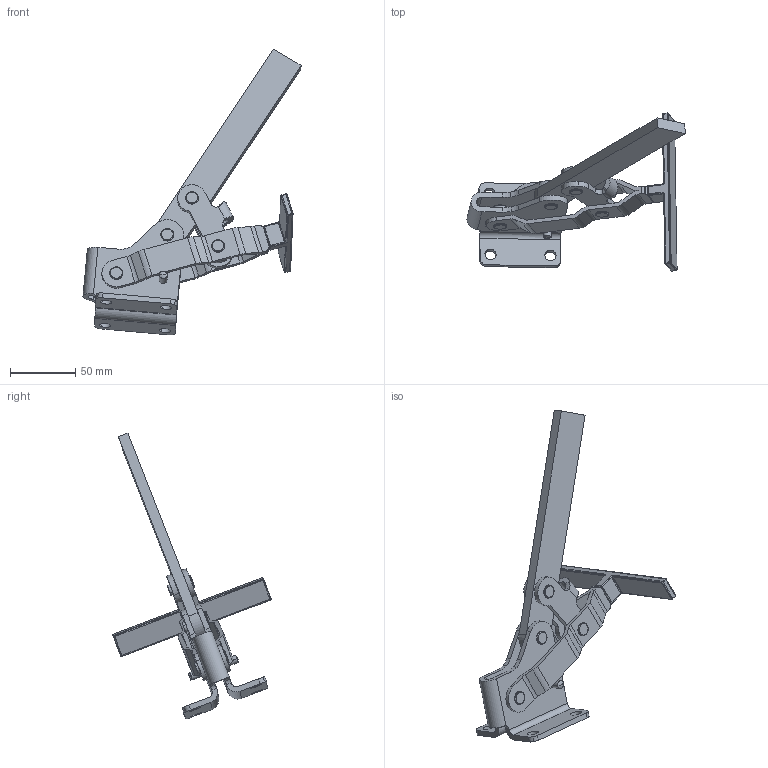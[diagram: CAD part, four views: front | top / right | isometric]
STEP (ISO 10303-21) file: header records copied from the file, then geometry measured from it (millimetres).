
FILE_DESCRIPTION((''),'2;1');
FILE_NAME('215TF.0-opened.stp','2005-09-27T21:10:37',('Kysilko'),(''),'Autodesk Inventor 8','Autodesk Inventor 8','');
FILE_SCHEMA(('AUTOMOTIVE_DESIGN { 1 0 10303 214 1 1 1 1 }'));
Length unit declared in the file: millimetre
Products named in the file (1): Part23
Bounding box: 166.7 x 120.83 x 218.43 mm (x, y, z)
Volume: 125644.1 mm3; surface area: 64136.4 mm2
Topology: 1 solids, 9 shells, 1211 faces, 3665 edges, 2256 vertices
Faces by surface type: plane 676, cone 298, cylinder 181, bspline 30, sphere 14, torus 12
Entity records: 41865 total; most frequent: CARTESIAN_POINT 9465, ORIENTED_EDGE 7290, DIRECTION 6777, EDGE_CURVE 3645, AXIS2_PLACEMENT_3D 2527, VERTEX_POINT 2256, VECTOR 1723, LINE 1723
